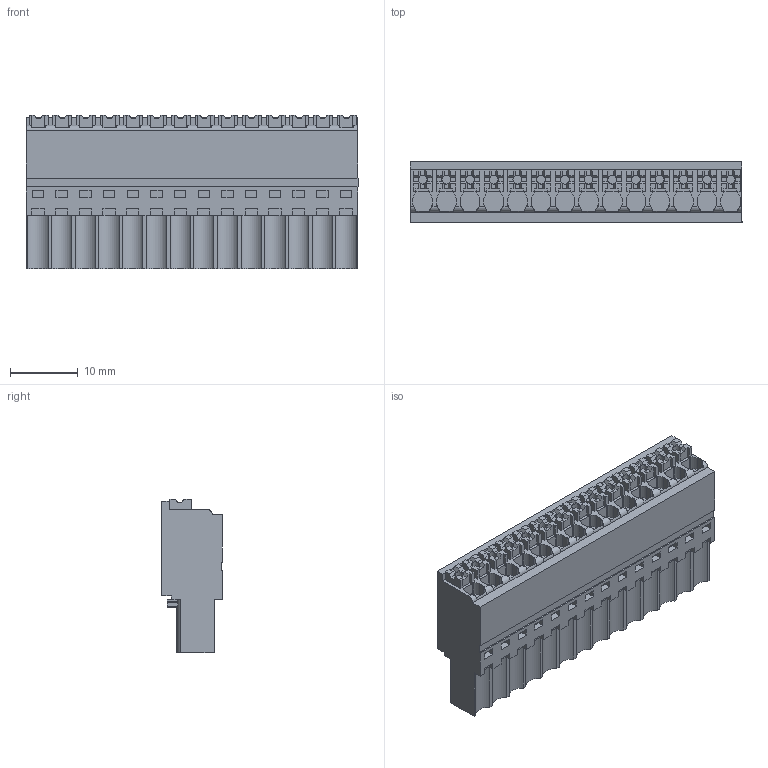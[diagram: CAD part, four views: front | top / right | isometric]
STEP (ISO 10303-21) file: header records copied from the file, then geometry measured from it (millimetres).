
FILE_DESCRIPTION(('CATIA V5R24 STEP','CAx-IF Rec.Pracs.--- Model Styling and Organization---1.2---2011-12-15'),'2;1');
FILE_NAME ('D1462517_0', '2018-01-11T13:35:13+00:00', ('Weidmueller Interface'), ('Weidmueller'), 'CATIA Version 5-6 Release 2014 SP4 HF52', 'CATIA V5 STEP AP214', 'none');
FILE_SCHEMA(('AUTOMOTIVE_DESIGN { 1 0 10303 214 1 1 1 1 }'));
Length unit declared in the file: millimetre
Products named in the file (1): 2459170000
Bounding box: 49.04 x 9 x 22.7 mm (x, y, z)
Volume: 7171.7 mm3; surface area: 5796.6 mm2
Topology: 15 solids, 15 shells, 1308 faces, 3841 edges, 2591 vertices
Faces by surface type: plane 1195, cylinder 113
Entity records: 41404 total; most frequent: CARTESIAN_POINT 8597, ORIENTED_EDGE 7682, DIRECTION 5156, EDGE_CURVE 3841, VECTOR 3223, LINE 3223, VERTEX_POINT 2591, EDGE_LOOP 1364
